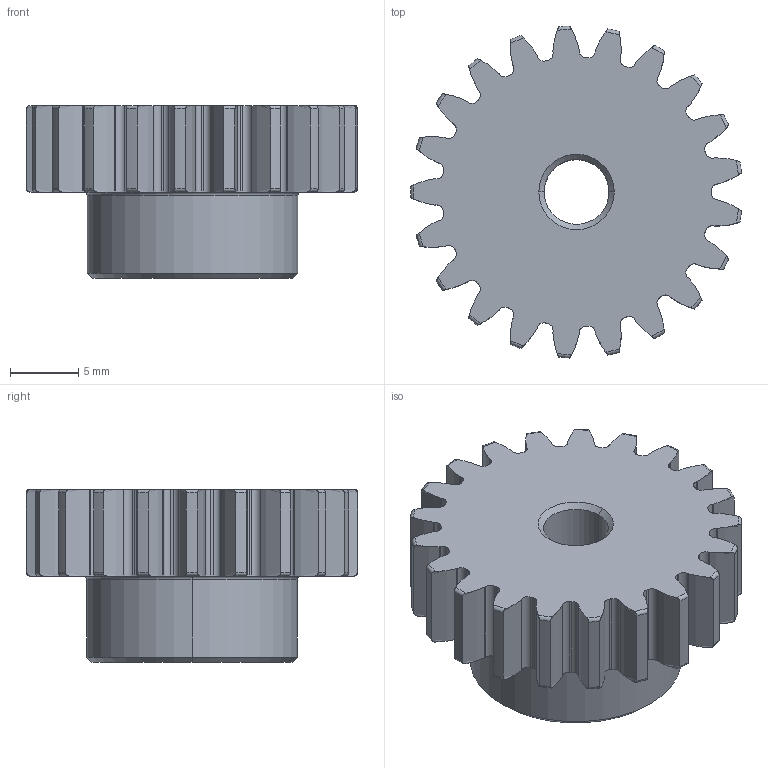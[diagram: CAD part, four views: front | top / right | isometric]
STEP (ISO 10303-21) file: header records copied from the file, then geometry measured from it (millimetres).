
FILE_DESCRIPTION (( 'STEP AP203' ), '1' );
FILE_NAME ('7880K41.step', '2015-09-21T19:09:35', ( '' ), ( '' ), 'SwSTEP 2.0', 'SolidWorks 2010', '' );
FILE_SCHEMA (( 'CONFIG_CONTROL_DESIGN' ));
Length unit declared in the file: inch
Products named in the file (1): 7880K41
Bounding box: 24.3 x 24.36 x 12.7 mm (x, y, z)
Volume: 3413.2 mm3; surface area: 2063.3 mm2
Topology: 1 solids, 1 shells, 225 faces, 658 edges, 436 vertices
Faces by surface type: cylinder 88, plane 45, torus 44, bspline 42, cone 6
Entity records: 7935 total; most frequent: CARTESIAN_POINT 2118, ORIENTED_EDGE 1316, DIRECTION 1086, EDGE_CURVE 658, VERTEX_POINT 436, AXIS2_PLACEMENT_3D 412, VECTOR 262, LINE 262
